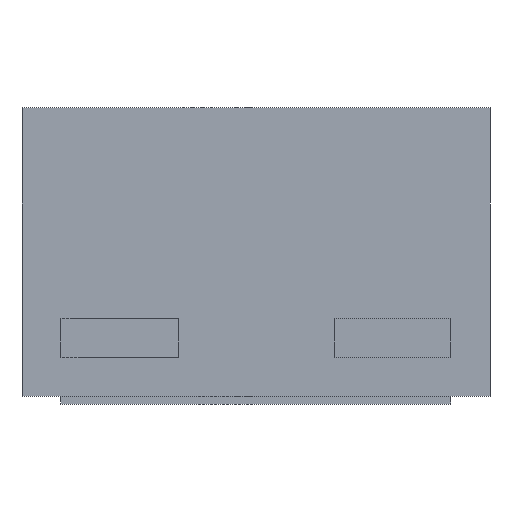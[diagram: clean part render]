
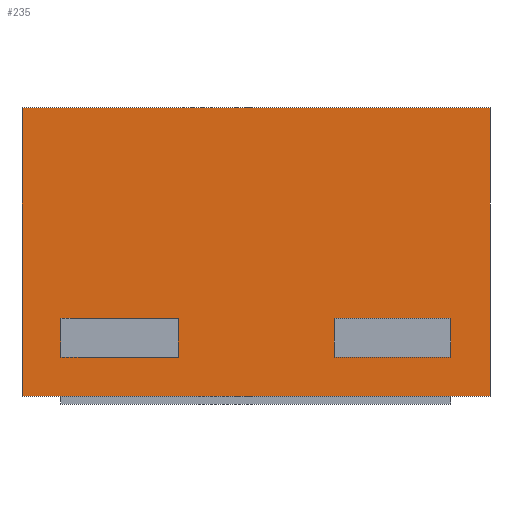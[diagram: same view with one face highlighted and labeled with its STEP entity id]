
A CAD part, front view. The second image highlights one B-rep face of the part: STEP entity #235.
In plain terms, the highlighted planar face has unit normal (0, -1, 0).
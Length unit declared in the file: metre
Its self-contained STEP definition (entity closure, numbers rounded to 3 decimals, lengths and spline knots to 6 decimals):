
#235=ADVANCED_FACE('1:45',(#337,#338,#339),#340,.T.);
#337=FACE_OUTER_BOUND('',#507,.T.);
#338=FACE_BOUND('',#508,.T.);
#339=FACE_BOUND('',#509,.T.);
#340=PLANE('',#510);
#507=EDGE_LOOP('',(#694,#695,#696,#697));
#508=EDGE_LOOP('',(#698,#699,#700,#701));
#509=EDGE_LOOP('',(#702,#703,#704,#705));
#510=AXIS2_PLACEMENT_3D('',#706,#707,#708);
#694=ORIENTED_EDGE('',*,*,#1111,.F.);
#695=ORIENTED_EDGE('',*,*,#1124,.F.);
#696=ORIENTED_EDGE('',*,*,#1143,.T.);
#697=ORIENTED_EDGE('',*,*,#1133,.T.);
#698=ORIENTED_EDGE('',*,*,#1144,.F.);
#699=ORIENTED_EDGE('',*,*,#1145,.F.);
#700=ORIENTED_EDGE('',*,*,#1146,.F.);
#701=ORIENTED_EDGE('',*,*,#1147,.F.);
#702=ORIENTED_EDGE('',*,*,#1148,.F.);
#703=ORIENTED_EDGE('',*,*,#1149,.F.);
#704=ORIENTED_EDGE('',*,*,#1150,.F.);
#705=ORIENTED_EDGE('',*,*,#1151,.F.);
#706=CARTESIAN_POINT('',(0.0003,-0.0005,0.00001));
#707=DIRECTION('',(0.,-1.0,0.0));
#708=DIRECTION('',(0.0,0.0,-1.0));
#1111=EDGE_CURVE('1:276',#1285,#1280,#1287,.T.);
#1124=EDGE_CURVE('1:216',#1309,#1285,#1311,.T.);
#1133=EDGE_CURVE('1:246',#1328,#1280,#1329,.T.);
#1143=EDGE_CURVE('1:279',#1309,#1328,#1347,.T.);
#1144=EDGE_CURVE('1:282',#1348,#1349,#1350,.T.);
#1145=EDGE_CURVE('1:285',#1351,#1348,#1352,.T.);
#1146=EDGE_CURVE('1:288',#1353,#1351,#1354,.T.);
#1147=EDGE_CURVE('1:291',#1349,#1353,#1355,.T.);
#1148=EDGE_CURVE('1:294',#1356,#1357,#1358,.T.);
#1149=EDGE_CURVE('1:297',#1359,#1356,#1360,.T.);
#1150=EDGE_CURVE('1:300',#1361,#1359,#1362,.T.);
#1151=EDGE_CURVE('1:303',#1357,#1361,#1363,.T.);
#1280=VERTEX_POINT('NONE',#1512);
#1285=VERTEX_POINT('NONE',#1519);
#1287=LINE('',#1522,#1523);
#1309=VERTEX_POINT('NONE',#1556);
#1311=LINE('',#1559,#1560);
#1328=VERTEX_POINT('NONE',#1585);
#1329=LINE('',#1586,#1587);
#1347=LINE('',#1614,#1615);
#1348=VERTEX_POINT('NONE',#1616);
#1349=VERTEX_POINT('NONE',#1617);
#1350=LINE('',#1618,#1619);
#1351=VERTEX_POINT('NONE',#1620);
#1352=LINE('',#1621,#1622);
#1353=VERTEX_POINT('NONE',#1623);
#1354=LINE('',#1624,#1625);
#1355=LINE('',#1626,#1627);
#1356=VERTEX_POINT('NONE',#1628);
#1357=VERTEX_POINT('NONE',#1629);
#1358=LINE('',#1630,#1631);
#1359=VERTEX_POINT('NONE',#1632);
#1360=LINE('',#1633,#1634);
#1361=VERTEX_POINT('NONE',#1635);
#1362=LINE('',#1636,#1637);
#1363=LINE('',#1638,#1639);
#1512=CARTESIAN_POINT('',(0.0003,-0.0005,0.00038));
#1519=CARTESIAN_POINT('',(-0.0003,-0.0005,0.00038));
#1522=CARTESIAN_POINT('',(0.0003,-0.0005,0.00038));
#1523=VECTOR('',#1867,1.0);
#1556=CARTESIAN_POINT('',(-0.0003,-0.0005,0.00001));
#1559=CARTESIAN_POINT('',(-0.0003,-0.0005,0.00001));
#1560=VECTOR('',#1880,1.0);
#1585=CARTESIAN_POINT('',(0.0003,-0.0005,0.00001));
#1586=CARTESIAN_POINT('',(0.0003,-0.0005,0.00001));
#1587=VECTOR('',#1889,1.0);
#1614=CARTESIAN_POINT('',(0.0003,-0.0005,0.00001));
#1615=VECTOR('',#1899,1.0);
#1616=CARTESIAN_POINT('',(0.0001,-0.0005,0.00011));
#1617=CARTESIAN_POINT('',(0.0001,-0.0005,0.00006));
#1618=CARTESIAN_POINT('',(0.0001,-0.0005,0.00011));
#1619=VECTOR('',#1900,1.0);
#1620=CARTESIAN_POINT('',(0.00025,-0.0005,0.00011));
#1621=CARTESIAN_POINT('',(0.0001,-0.0005,0.00011));
#1622=VECTOR('',#1901,1.0);
#1623=CARTESIAN_POINT('',(0.00025,-0.0005,0.00006));
#1624=CARTESIAN_POINT('',(0.00025,-0.0005,0.00011));
#1625=VECTOR('',#1902,1.0);
#1626=CARTESIAN_POINT('',(0.0001,-0.0005,0.00006));
#1627=VECTOR('',#1903,1.0);
#1628=CARTESIAN_POINT('',(-0.0001,-0.0005,0.00006));
#1629=CARTESIAN_POINT('',(-0.0001,-0.0005,0.00011));
#1630=CARTESIAN_POINT('',(-0.0001,-0.0005,0.00011));
#1631=VECTOR('',#1904,1.0);
#1632=CARTESIAN_POINT('',(-0.00025,-0.0005,0.00006));
#1633=CARTESIAN_POINT('',(-0.00025,-0.0005,0.00006));
#1634=VECTOR('',#1905,1.0);
#1635=CARTESIAN_POINT('',(-0.00025,-0.0005,0.00011));
#1636=CARTESIAN_POINT('',(-0.00025,-0.0005,0.00011));
#1637=VECTOR('',#1906,1.0);
#1638=CARTESIAN_POINT('',(-0.00025,-0.0005,0.00011));
#1639=VECTOR('',#1907,1.0);
#1867=DIRECTION('',(1.0,0.,-0.0));
#1880=DIRECTION('',(0.0,0.0,1.0));
#1889=DIRECTION('',(0.0,0.0,1.0));
#1899=DIRECTION('',(1.0,0.,-0.0));
#1900=DIRECTION('',(0.0,0.0,-1.0));
#1901=DIRECTION('',(-1.0,-0.0,-0.0));
#1902=DIRECTION('',(0.,-0.0,1.0));
#1903=DIRECTION('',(1.0,0.0,0.));
#1904=DIRECTION('',(0.,-0.0,1.0));
#1905=DIRECTION('',(1.0,0.0,0.0));
#1906=DIRECTION('',(0.0,0.0,-1.0));
#1907=DIRECTION('',(-1.0,-0.0,-0.0));
